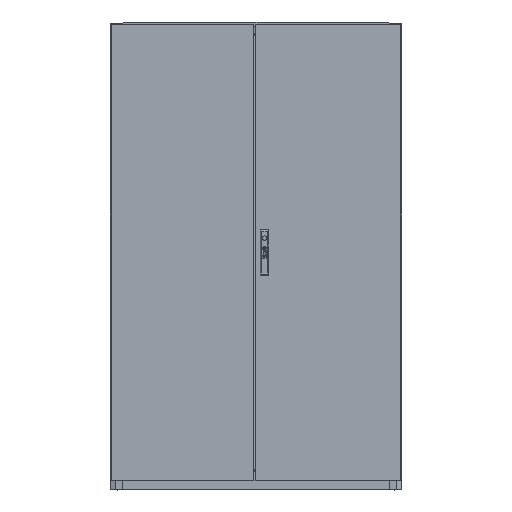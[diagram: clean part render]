
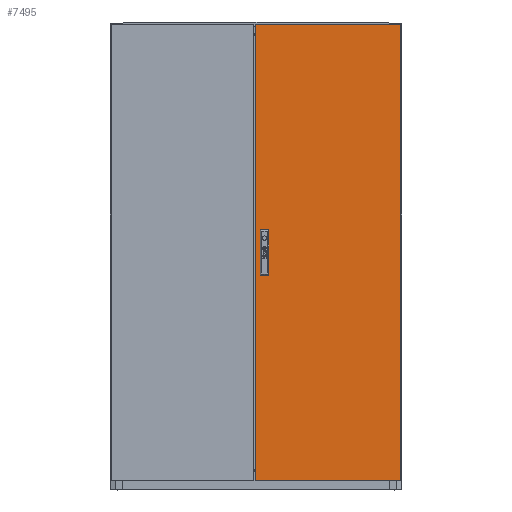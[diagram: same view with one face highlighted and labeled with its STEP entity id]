
A CAD part, top view. The second image highlights one B-rep face of the part: STEP entity #7495.
In plain terms, the highlighted planar face has unit normal (0, 0, 1).
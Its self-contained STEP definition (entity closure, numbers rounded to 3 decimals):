
#3704 = CARTESIAN_POINT ( 'NONE',  ( 250., -783.5, 0. ) ) ;
#7495 = ADVANCED_FACE ( 'NONE', ( #85284, #53391 ), #13329, .T. ) ;
#7653 = CARTESIAN_POINT ( 'NONE',  ( -250., 783.5, 0. ) ) ;
#9096 = DIRECTION ( 'NONE',  ( 0., 1., 0. ) ) ;
#11476 = VERTEX_POINT ( 'NONE', #3704 ) ;
#11716 = VECTOR ( 'NONE', #129931, 1000. ) ;
#13329 = PLANE ( 'NONE',  #23420 ) ;
#13987 = CARTESIAN_POINT ( 'NONE',  ( -233.2, -78.5, 0. ) ) ;
#15500 = LINE ( 'NONE', #58420, #11716 ) ;
#20568 = CARTESIAN_POINT ( 'NONE',  ( -233.2, 0., 0. ) ) ;
#22149 = ORIENTED_EDGE ( 'NONE', *, *, #40263, .T. ) ;
#22159 = VERTEX_POINT ( 'NONE', #50570 ) ;
#23420 = AXIS2_PLACEMENT_3D ( 'NONE', #109779, #37691, #121835 ) ;
#26303 = VECTOR ( 'NONE', #80621, 1000. ) ;
#28208 = EDGE_CURVE ( 'NONE', #104821, #60944, #15500, .T. ) ;
#29416 = EDGE_CURVE ( 'NONE', #22159, #104821, #62200, .T. ) ;
#31371 = EDGE_CURVE ( 'NONE', #120306, #57512, #154310, .T. ) ;
#34629 = DIRECTION ( 'NONE',  ( 0., -1., 0. ) ) ;
#35087 = CARTESIAN_POINT ( 'NONE',  ( -233.2, 78.5, 0. ) ) ;
#36648 = EDGE_CURVE ( 'NONE', #57512, #75648, #51759, .T. ) ;
#36954 = ORIENTED_EDGE ( 'NONE', *, *, #28208, .T. ) ;
#37691 = DIRECTION ( 'NONE',  ( 0., 0., 1. ) ) ;
#39597 = LINE ( 'NONE', #111678, #107356 ) ;
#40263 = EDGE_CURVE ( 'NONE', #60944, #11476, #54101, .T. ) ;
#41915 = CARTESIAN_POINT ( 'NONE',  ( -250., -783.5, 0. ) ) ;
#44949 = ORIENTED_EDGE ( 'NONE', *, *, #98411, .T. ) ;
#46236 = CARTESIAN_POINT ( 'NONE',  ( -202.8, 0., 0. ) ) ;
#50570 = CARTESIAN_POINT ( 'NONE',  ( 250., 783.5, 0. ) ) ;
#50608 = ORIENTED_EDGE ( 'NONE', *, *, #31371, .F. ) ;
#51759 = LINE ( 'NONE', #72442, #111880 ) ;
#53391 = FACE_BOUND ( 'NONE', #123198, .T. ) ;
#54045 = LINE ( 'NONE', #57193, #82148 ) ;
#54101 = LINE ( 'NONE', #87059, #114259 ) ;
#56393 = ORIENTED_EDGE ( 'NONE', *, *, #36648, .F. ) ;
#57193 = CARTESIAN_POINT ( 'NONE',  ( 250., 783.5, 0. ) ) ;
#57512 = VERTEX_POINT ( 'NONE', #13987 ) ;
#58420 = CARTESIAN_POINT ( 'NONE',  ( -250., 783.5, 0. ) ) ;
#58424 = VECTOR ( 'NONE', #121678, 1000. ) ;
#59789 = VECTOR ( 'NONE', #34629, 1000. ) ;
#60388 = DIRECTION ( 'NONE',  ( 1., 0., 0. ) ) ;
#60563 = ORIENTED_EDGE ( 'NONE', *, *, #29416, .T. ) ;
#60944 = VERTEX_POINT ( 'NONE', #41915 ) ;
#62200 = LINE ( 'NONE', #145373, #58424 ) ;
#72442 = CARTESIAN_POINT ( 'NONE',  ( -233.2, -78.5, 0. ) ) ;
#75648 = VERTEX_POINT ( 'NONE', #126527 ) ;
#76622 = EDGE_CURVE ( 'NONE', #11476, #22159, #54045, .T. ) ;
#80621 = DIRECTION ( 'NONE',  ( 0., -1., 0. ) ) ;
#82148 = VECTOR ( 'NONE', #9096, 1000. ) ;
#85284 = FACE_OUTER_BOUND ( 'NONE', #128067, .T. ) ;
#87059 = CARTESIAN_POINT ( 'NONE',  ( -250., -783.5, 0. ) ) ;
#98411 = EDGE_CURVE ( 'NONE', #132892, #75648, #99315, .T. ) ;
#99315 = LINE ( 'NONE', #46236, #59789 ) ;
#103097 = ORIENTED_EDGE ( 'NONE', *, *, #149947, .T. ) ;
#104821 = VERTEX_POINT ( 'NONE', #7653 ) ;
#107356 = VECTOR ( 'NONE', #123771, 1000. ) ;
#109779 = CARTESIAN_POINT ( 'NONE',  ( 0., 0., 0. ) ) ;
#111678 = CARTESIAN_POINT ( 'NONE',  ( -233.2, 78.5, 0. ) ) ;
#111880 = VECTOR ( 'NONE', #60388, 1000. ) ;
#114259 = VECTOR ( 'NONE', #123382, 1000. ) ;
#120306 = VERTEX_POINT ( 'NONE', #35087 ) ;
#121678 = DIRECTION ( 'NONE',  ( -1., 0., 0. ) ) ;
#121835 = DIRECTION ( 'NONE',  ( 1., 0., 0. ) ) ;
#123198 = EDGE_LOOP ( 'NONE', ( #50608, #103097, #44949, #56393 ) ) ;
#123382 = DIRECTION ( 'NONE',  ( 1., 0., 0. ) ) ;
#123771 = DIRECTION ( 'NONE',  ( 1., 0., 0. ) ) ;
#126527 = CARTESIAN_POINT ( 'NONE',  ( -202.8, -78.5, 0. ) ) ;
#128067 = EDGE_LOOP ( 'NONE', ( #154026, #60563, #36954, #22149 ) ) ;
#129931 = DIRECTION ( 'NONE',  ( 0., -1., 0. ) ) ;
#132892 = VERTEX_POINT ( 'NONE', #147154 ) ;
#145373 = CARTESIAN_POINT ( 'NONE',  ( -250., 783.5, 0. ) ) ;
#147154 = CARTESIAN_POINT ( 'NONE',  ( -202.8, 78.5, 0. ) ) ;
#149947 = EDGE_CURVE ( 'NONE', #120306, #132892, #39597, .T. ) ;
#154026 = ORIENTED_EDGE ( 'NONE', *, *, #76622, .T. ) ;
#154310 = LINE ( 'NONE', #20568, #26303 ) ;
